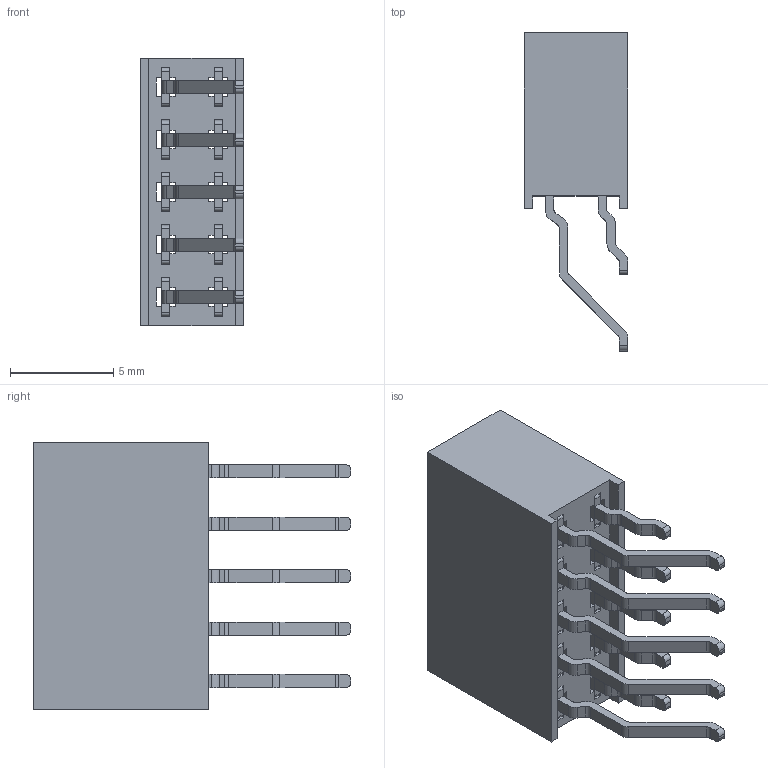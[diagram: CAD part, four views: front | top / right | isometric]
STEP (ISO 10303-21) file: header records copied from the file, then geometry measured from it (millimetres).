
FILE_DESCRIPTION((''),'2;1');
FILE_NAME('M20-7920542_ASM','2017-12-20T14:54:56',('sbennett'),(''),'CREO PARAMETRIC BY PTC INC, 2016510','CREO PARAMETRIC BY PTC INC, 2016510','');
FILE_SCHEMA(('CONFIG_CONTROL_DESIGN','SHAPE_APPEARANCE_LAYERS_GROUPS'));
Length unit declared in the file: millimetre
Products named in the file (4): M20-79205_MOULD; M20-792_CONTACT1; M20-792_CONTACT2; M20-7920542_ASM
Assembly tree (11 placements, depth 2):
  M20-7920542_ASM
    M20-79205_MOULD
    M20-792_CONTACT1  x5
    M20-792_CONTACT2  x5
Bounding box: 5 x 15.4 x 12.95 mm (x, y, z)
Volume: 473.7 mm3; surface area: 1234.1 mm2
Topology: 11 solids, 11 shells, 740 faces, 2084 edges, 1376 vertices
Faces by surface type: plane 450, cylinder 270, extrusion 20
Entity records: 12176 total; most frequent: CARTESIAN_POINT 1669, ORIENTED_EDGE 1576, DIRECTION 1482, PRESENTATION_STYLE_ASSIGNMENT 839, STYLED_ITEM 793, CURVE_STYLE 788, EDGE_CURVE 788, VECTOR 676
